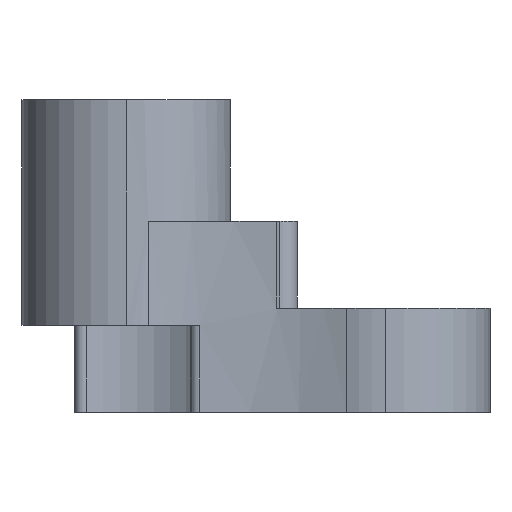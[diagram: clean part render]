
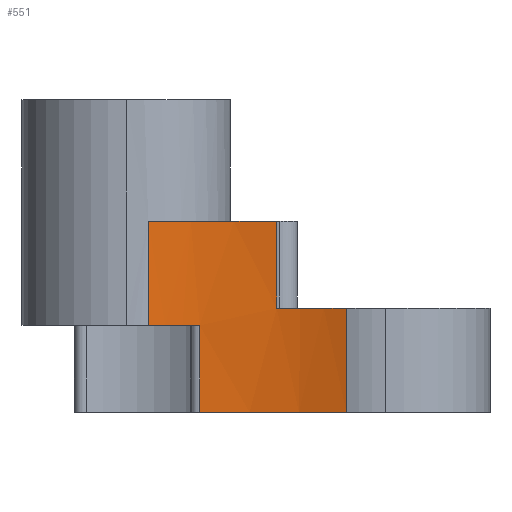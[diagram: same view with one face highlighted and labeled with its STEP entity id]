
A CAD part, left-side view. The second image highlights one B-rep face of the part: STEP entity #551.
In plain terms, the highlighted cylindrical face has radius 9.7 mm (diameter 19.4 mm), a partial arc.
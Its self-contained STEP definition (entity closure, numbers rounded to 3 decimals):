
#22 = DIRECTION ( 'NONE',  ( 0., 0., -1. ) ) ;
#33 = ORIENTED_EDGE ( 'NONE', *, *, #595, .F. ) ;
#45 = CARTESIAN_POINT ( 'NONE',  ( -2.731, 5.886, 3.5 ) ) ;
#52 = EDGE_CURVE ( 'NONE', #1218, #531, #774, .T. ) ;
#54 = DIRECTION ( 'NONE',  ( 1., 0., 0. ) ) ;
#62 = CARTESIAN_POINT ( 'NONE',  ( -12.414, 5.322, 1. ) ) ;
#77 = CARTESIAN_POINT ( 'NONE',  ( -2.933, 7.367, 3.5 ) ) ;
#113 = VERTEX_POINT ( 'NONE', #1056 ) ;
#117 = VERTEX_POINT ( 'NONE', #77 ) ;
#142 = CARTESIAN_POINT ( 'NONE',  ( -3.432, 1.661, 1. ) ) ;
#145 = EDGE_CURVE ( 'NONE', #531, #319, #238, .T. ) ;
#150 = EDGE_CURVE ( 'NONE', #117, #489, #537, .T. ) ;
#160 = DIRECTION ( 'NONE',  ( 1., 0., 0. ) ) ;
#195 = EDGE_CURVE ( 'NONE', #913, #117, #1261, .T. ) ;
#234 = AXIS2_PLACEMENT_3D ( 'NONE', #751, #1241, #1252 ) ;
#235 = VERTEX_POINT ( 'NONE', #142 ) ;
#238 = LINE ( 'NONE', #727, #922 ) ;
#243 = EDGE_CURVE ( 'NONE', #489, #113, #434, .T. ) ;
#263 = DIRECTION ( 'NONE',  ( 0., 0., -1. ) ) ;
#291 = VECTOR ( 'NONE', #817, 1000. ) ;
#295 = CARTESIAN_POINT ( 'NONE',  ( -2.933, 7.367, 4. ) ) ;
#319 = VERTEX_POINT ( 'NONE', #849 ) ;
#339 = DIRECTION ( 'NONE',  ( -1., 0., 0. ) ) ;
#355 = EDGE_CURVE ( 'NONE', #113, #235, #483, .T. ) ;
#392 = VECTOR ( 'NONE', #1018, 1000. ) ;
#418 = ORIENTED_EDGE ( 'NONE', *, *, #355, .T. ) ;
#429 = CARTESIAN_POINT ( 'NONE',  ( -2.731, 5.886, 4. ) ) ;
#434 = LINE ( 'NONE', #429, #1226 ) ;
#438 = ORIENTED_EDGE ( 'NONE', *, *, #150, .T. ) ;
#483 = CIRCLE ( 'NONE', #616, 9.7 ) ;
#489 = VERTEX_POINT ( 'NONE', #45 ) ;
#531 = VERTEX_POINT ( 'NONE', #1124 ) ;
#536 = CARTESIAN_POINT ( 'NONE',  ( -12.414, 5.322, 4. ) ) ;
#537 = CIRCLE ( 'NONE', #1236, 9.7 ) ;
#551 = ADVANCED_FACE ( 'NONE', ( #648 ), #916, .F. ) ;
#579 = ORIENTED_EDGE ( 'NONE', *, *, #145, .T. ) ;
#595 = EDGE_CURVE ( 'NONE', #1218, #235, #620, .T. ) ;
#605 = ORIENTED_EDGE ( 'NONE', *, *, #52, .T. ) ;
#616 = AXIS2_PLACEMENT_3D ( 'NONE', #62, #1038, #54 ) ;
#620 = LINE ( 'NONE', #824, #291 ) ;
#628 = DIRECTION ( 'NONE',  ( 0., 0., -1. ) ) ;
#648 = FACE_OUTER_BOUND ( 'NONE', #829, .T. ) ;
#720 = DIRECTION ( 'NONE',  ( 0., 0., 1. ) ) ;
#726 = AXIS2_PLACEMENT_3D ( 'NONE', #744, #263, #160 ) ;
#727 = CARTESIAN_POINT ( 'NONE',  ( -2.856, 3.668, 4. ) ) ;
#732 = EDGE_CURVE ( 'NONE', #913, #319, #1149, .T. ) ;
#744 = CARTESIAN_POINT ( 'NONE',  ( -12.414, 5.322, 6.5 ) ) ;
#751 = CARTESIAN_POINT ( 'NONE',  ( -12.414, 5.322, 4. ) ) ;
#774 = CIRCLE ( 'NONE', #234, 9.7 ) ;
#817 = DIRECTION ( 'NONE',  ( 0., 0., -1. ) ) ;
#824 = CARTESIAN_POINT ( 'NONE',  ( -3.432, 1.661, 4. ) ) ;
#829 = EDGE_LOOP ( 'NONE', ( #33, #605, #579, #1156, #1086, #438, #1096, #418 ) ) ;
#849 = CARTESIAN_POINT ( 'NONE',  ( -2.856, 3.668, 6.5 ) ) ;
#895 = DIRECTION ( 'NONE',  ( -1., 0., 0. ) ) ;
#913 = VERTEX_POINT ( 'NONE', #1169 ) ;
#916 = CYLINDRICAL_SURFACE ( 'NONE', #951, 9.7 ) ;
#922 = VECTOR ( 'NONE', #720, 1000. ) ;
#951 = AXIS2_PLACEMENT_3D ( 'NONE', #536, #628, #895 ) ;
#1011 = CARTESIAN_POINT ( 'NONE',  ( -12.414, 5.322, 3.5 ) ) ;
#1018 = DIRECTION ( 'NONE',  ( 0., 0., -1. ) ) ;
#1038 = DIRECTION ( 'NONE',  ( 0., 0., -1. ) ) ;
#1056 = CARTESIAN_POINT ( 'NONE',  ( -2.731, 5.886, 1. ) ) ;
#1086 = ORIENTED_EDGE ( 'NONE', *, *, #195, .T. ) ;
#1096 = ORIENTED_EDGE ( 'NONE', *, *, #243, .T. ) ;
#1124 = CARTESIAN_POINT ( 'NONE',  ( -2.856, 3.668, 4. ) ) ;
#1149 = CIRCLE ( 'NONE', #726, 9.7 ) ;
#1156 = ORIENTED_EDGE ( 'NONE', *, *, #732, .F. ) ;
#1169 = CARTESIAN_POINT ( 'NONE',  ( -2.933, 7.367, 6.5 ) ) ;
#1192 = CARTESIAN_POINT ( 'NONE',  ( -3.432, 1.661, 4. ) ) ;
#1207 = DIRECTION ( 'NONE',  ( 0., 0., -1. ) ) ;
#1218 = VERTEX_POINT ( 'NONE', #1192 ) ;
#1226 = VECTOR ( 'NONE', #22, 1000. ) ;
#1236 = AXIS2_PLACEMENT_3D ( 'NONE', #1011, #1207, #339 ) ;
#1241 = DIRECTION ( 'NONE',  ( 0., 0., 1. ) ) ;
#1252 = DIRECTION ( 'NONE',  ( 1., 0., 0. ) ) ;
#1261 = LINE ( 'NONE', #295, #392 ) ;
